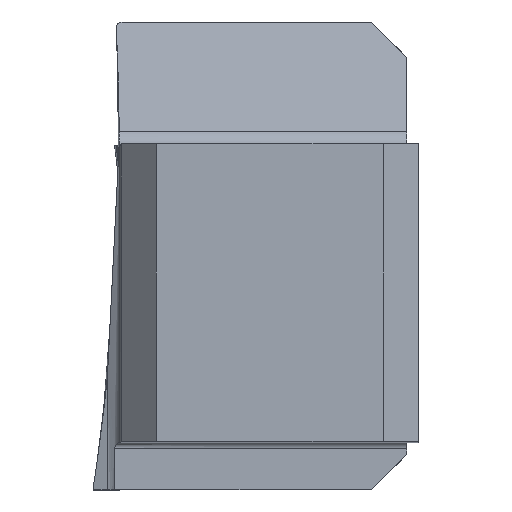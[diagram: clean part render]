
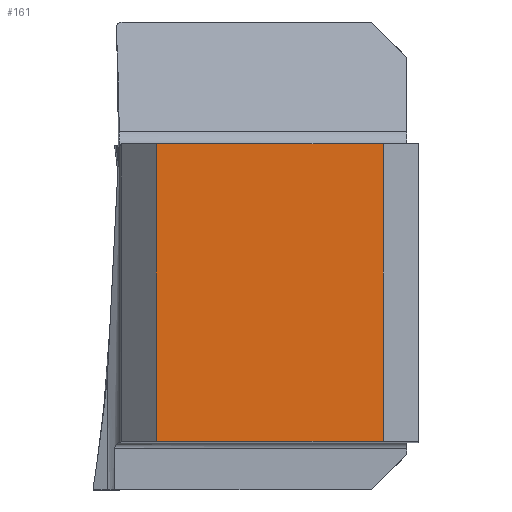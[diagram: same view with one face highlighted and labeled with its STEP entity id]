
A CAD part, top view. The second image highlights one B-rep face of the part: STEP entity #161.
In plain terms, the highlighted planar face has unit normal (0, 0, 1).
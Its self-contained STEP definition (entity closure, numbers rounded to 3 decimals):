
#161=ADVANCED_FACE('CU_BACK_SU1',(#253),#213,.F.);
#213=PLANE('',#1326);
#253=FACE_OUTER_BOUND('',#314,.T.);
#314=EDGE_LOOP('',(#545,#546,#547,#548));
#545=ORIENTED_EDGE('',*,*,#962,.F.);
#546=ORIENTED_EDGE('',*,*,#963,.T.);
#547=ORIENTED_EDGE('',*,*,#964,.T.);
#548=ORIENTED_EDGE('',*,*,#965,.F.);
#830=VERTEX_POINT('',#3199);
#831=VERTEX_POINT('',#3200);
#832=VERTEX_POINT('',#3202);
#833=VERTEX_POINT('',#3204);
#962=EDGE_CURVE('',#830,#831,#1084,.T.);
#963=EDGE_CURVE('',#830,#832,#1085,.T.);
#964=EDGE_CURVE('',#832,#833,#1086,.T.);
#965=EDGE_CURVE('',#831,#833,#1087,.T.);
#1084=LINE('',#3198,#1169);
#1085=LINE('',#3201,#1170);
#1086=LINE('',#3203,#1171);
#1087=LINE('',#3205,#1172);
#1169=VECTOR('',#1488,1.);
#1170=VECTOR('',#1489,1.);
#1171=VECTOR('',#1490,1.);
#1172=VECTOR('',#1491,1.);
#1326=AXIS2_PLACEMENT_3D('',#3206,#1492,#1493);
#1488=DIRECTION('',(0.,1.,0.));
#1489=DIRECTION('',(1.,0.,0.));
#1490=DIRECTION('',(0.,1.,0.));
#1491=DIRECTION('',(1.,0.,0.));
#1492=DIRECTION('',(0.,0.,-1.));
#1493=DIRECTION('',(-1.,0.,0.));
#3198=CARTESIAN_POINT('',(-22.325,0.,0.));
#3199=CARTESIAN_POINT('',(-22.325,0.,0.));
#3200=CARTESIAN_POINT('',(-22.325,25.325,0.));
#3201=CARTESIAN_POINT('',(-110.,0.,0.));
#3202=CARTESIAN_POINT('',(-3.,0.,0.));
#3203=CARTESIAN_POINT('',(-3.,0.,0.));
#3204=CARTESIAN_POINT('',(-3.,25.325,0.));
#3205=CARTESIAN_POINT('',(-110.,25.325,0.));
#3206=CARTESIAN_POINT('',(23.266,45.325,0.));
